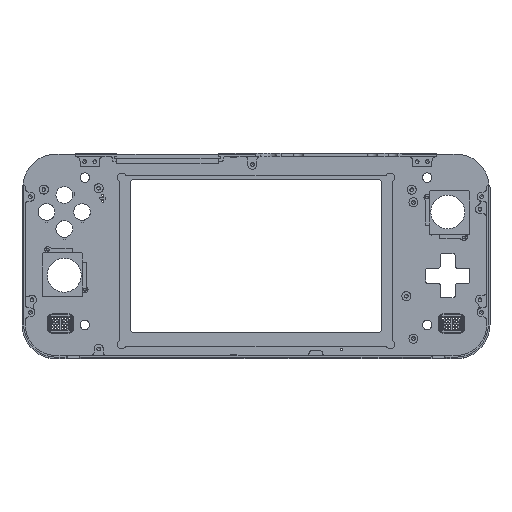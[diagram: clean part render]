
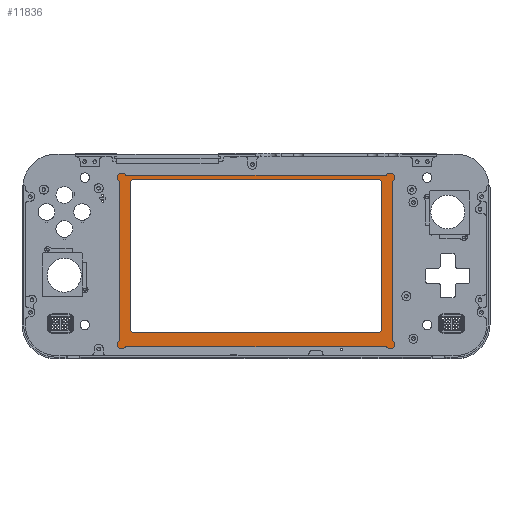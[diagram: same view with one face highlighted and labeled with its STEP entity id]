
A CAD part, top view. The second image highlights one B-rep face of the part: STEP entity #11836.
In plain terms, the highlighted planar face has unit normal (0, 0, 1).
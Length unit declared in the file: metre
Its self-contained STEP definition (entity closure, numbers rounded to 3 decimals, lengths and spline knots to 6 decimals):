
#128=CIRCLE('',#11855,0.002);
#130=CIRCLE('',#11858,0.002);
#132=CIRCLE('',#11861,0.002);
#134=CIRCLE('',#11864,0.002);
#514=CIRCLE('',#12302,0.001);
#516=CIRCLE('',#12306,0.001);
#518=CIRCLE('',#12310,0.001);
#520=CIRCLE('',#12314,0.001);
#4364=ORIENTED_EDGE('',*,*,#4380,.T.);
#4365=ORIENTED_EDGE('',*,*,#4396,.T.);
#4366=ORIENTED_EDGE('',*,*,#4385,.F.);
#4367=ORIENTED_EDGE('',*,*,#4398,.T.);
#4368=ORIENTED_EDGE('',*,*,#4389,.F.);
#4369=ORIENTED_EDGE('',*,*,#4400,.T.);
#4370=ORIENTED_EDGE('',*,*,#4392,.T.);
#4371=ORIENTED_EDGE('',*,*,#4402,.T.);
#4372=ORIENTED_EDGE('',*,*,#5200,.T.);
#4373=ORIENTED_EDGE('',*,*,#5204,.T.);
#4374=ORIENTED_EDGE('',*,*,#5207,.T.);
#4375=ORIENTED_EDGE('',*,*,#5210,.T.);
#4376=ORIENTED_EDGE('',*,*,#5213,.F.);
#4377=ORIENTED_EDGE('',*,*,#5216,.T.);
#4378=ORIENTED_EDGE('',*,*,#5219,.F.);
#4379=ORIENTED_EDGE('',*,*,#5221,.T.);
#4380=EDGE_CURVE('',#6007,#6008,#7141,.T.);
#4385=EDGE_CURVE('',#6011,#6013,#7146,.T.);
#4389=EDGE_CURVE('',#6015,#6017,#7150,.T.);
#4392=EDGE_CURVE('',#6019,#6020,#7153,.T.);
#4396=EDGE_CURVE('',#6008,#6013,#128,.T.);
#4398=EDGE_CURVE('',#6011,#6017,#130,.T.);
#4400=EDGE_CURVE('',#6015,#6019,#132,.T.);
#4402=EDGE_CURVE('',#6020,#6007,#134,.T.);
#5200=EDGE_CURVE('',#6748,#6746,#7575,.T.);
#5204=EDGE_CURVE('',#6746,#6750,#514,.F.);
#5207=EDGE_CURVE('',#6750,#6752,#7580,.T.);
#5210=EDGE_CURVE('',#6752,#6754,#516,.F.);
#5213=EDGE_CURVE('',#6756,#6754,#7584,.T.);
#5216=EDGE_CURVE('',#6756,#6758,#518,.F.);
#5219=EDGE_CURVE('',#6760,#6758,#7588,.T.);
#5221=EDGE_CURVE('',#6760,#6748,#520,.F.);
#6007=VERTEX_POINT('',#16851);
#6008=VERTEX_POINT('',#16852);
#6011=VERTEX_POINT('',#16860);
#6013=VERTEX_POINT('',#16863);
#6015=VERTEX_POINT('',#16869);
#6017=VERTEX_POINT('',#16872);
#6019=VERTEX_POINT('',#16878);
#6020=VERTEX_POINT('',#16879);
#6746=VERTEX_POINT('',#18473);
#6748=VERTEX_POINT('',#18476);
#6750=VERTEX_POINT('',#18482);
#6752=VERTEX_POINT('',#18488);
#6754=VERTEX_POINT('',#18494);
#6756=VERTEX_POINT('',#18500);
#6758=VERTEX_POINT('',#18506);
#6760=VERTEX_POINT('',#18512);
#7141=LINE('',#16850,#8072);
#7146=LINE('',#16862,#8077);
#7150=LINE('',#16871,#8081);
#7153=LINE('',#16877,#8084);
#7575=LINE('',#18475,#8506);
#7580=LINE('',#18490,#8511);
#7584=LINE('',#18502,#8515);
#7588=LINE('',#18514,#8519);
#8072=VECTOR('',#13209,1.);
#8077=VECTOR('',#13216,1.);
#8081=VECTOR('',#13222,1.);
#8084=VECTOR('',#13227,1.);
#8506=VECTOR('',#14543,1.);
#8511=VECTOR('',#14556,1.);
#8515=VECTOR('',#14568,1.);
#8519=VECTOR('',#14580,1.);
#9941=EDGE_LOOP('',(#4364,#4365,#4366,#4367,#4368,#4369,#4370,#4371));
#9942=EDGE_LOOP('',(#4372,#4373,#4374,#4375,#4376,#4377,#4378,#4379));
#10904=FACE_BOUND('',#9941,.T.);
#10905=FACE_BOUND('',#9942,.T.);
#11173=PLANE('',#13204);
#11836=ADVANCED_FACE('',(#10904,#10905),#11173,.T.);
#11855=AXIS2_PLACEMENT_3D('',#16886,#13233,#13234);
#11858=AXIS2_PLACEMENT_3D('',#16889,#13239,#13240);
#11861=AXIS2_PLACEMENT_3D('',#16892,#13245,#13246);
#11864=AXIS2_PLACEMENT_3D('',#16895,#13251,#13252);
#12302=AXIS2_PLACEMENT_3D('',#18484,#14549,#14550);
#12306=AXIS2_PLACEMENT_3D('',#18496,#14561,#14562);
#12310=AXIS2_PLACEMENT_3D('',#18508,#14573,#14574);
#12314=AXIS2_PLACEMENT_3D('',#18517,#14584,#14585);
#13204=AXIS2_PLACEMENT_3D('',#20284,#16846,#16847);
#13209=DIRECTION('',(1.,0.,0.));
#13216=DIRECTION('',(0.,-1.,0.));
#13222=DIRECTION('',(1.,0.,0.));
#13227=DIRECTION('',(0.,-1.,0.));
#13233=DIRECTION('',(0.,0.,1.));
#13234=DIRECTION('',(1.,0.,0.));
#13239=DIRECTION('',(0.,0.,1.));
#13240=DIRECTION('',(1.,0.,0.));
#13245=DIRECTION('',(0.,0.,1.));
#13246=DIRECTION('',(1.,0.,0.));
#13251=DIRECTION('',(0.,0.,1.));
#13252=DIRECTION('',(1.,0.,0.));
#14543=DIRECTION('',(0.,-1.,0.));
#14549=DIRECTION('',(0.,0.,1.));
#14550=DIRECTION('',(1.,0.,0.));
#14556=DIRECTION('',(-1.,0.,0.));
#14561=DIRECTION('',(0.,0.,1.));
#14562=DIRECTION('',(1.,0.,0.));
#14568=DIRECTION('',(0.,-1.,0.));
#14573=DIRECTION('',(0.,0.,1.));
#14574=DIRECTION('',(1.,0.,0.));
#14580=DIRECTION('',(-1.,0.,0.));
#14584=DIRECTION('',(0.,0.,1.));
#14585=DIRECTION('',(1.,0.,0.));
#16846=DIRECTION('',(0.,0.,1.));
#16847=DIRECTION('',(1.,0.,0.));
#16850=CARTESIAN_POINT('',(0.391745,0.015206,0.0013));
#16851=CARTESIAN_POINT('',(0.334065,0.015206,0.0013));
#16852=CARTESIAN_POINT('',(0.449425,0.015206,0.0013));
#16860=CARTESIAN_POINT('',(0.452195,0.088436,0.0013));
#16862=CARTESIAN_POINT('',(0.452195,0.053206,0.0013));
#16863=CARTESIAN_POINT('',(0.452195,0.017976,0.0013));
#16869=CARTESIAN_POINT('',(0.334065,0.091206,0.0013));
#16871=CARTESIAN_POINT('',(0.391745,0.091206,0.0013));
#16872=CARTESIAN_POINT('',(0.449425,0.091206,0.0013));
#16877=CARTESIAN_POINT('',(0.331295,0.053206,0.0013));
#16878=CARTESIAN_POINT('',(0.331295,0.088436,0.0013));
#16879=CARTESIAN_POINT('',(0.331295,0.017976,0.0013));
#16886=CARTESIAN_POINT('',(0.451095,0.016306,0.0013));
#16889=CARTESIAN_POINT('',(0.451095,0.090106,0.0013));
#16892=CARTESIAN_POINT('',(0.332395,0.090106,0.0013));
#16895=CARTESIAN_POINT('',(0.332395,0.016306,0.0013));
#18473=CARTESIAN_POINT('',(0.447095,0.022696,0.0013));
#18475=CARTESIAN_POINT('',(0.447095,0.055396,0.0013));
#18476=CARTESIAN_POINT('',(0.447095,0.088096,0.0013));
#18482=CARTESIAN_POINT('',(0.446095,0.021696,0.0013));
#18484=CARTESIAN_POINT('',(0.446095,0.022696,0.0013));
#18488=CARTESIAN_POINT('',(0.337395,0.021696,0.0013));
#18490=CARTESIAN_POINT('',(0.391745,0.021696,0.0013));
#18494=CARTESIAN_POINT('',(0.336395,0.022696,0.0013));
#18496=CARTESIAN_POINT('',(0.337395,0.022696,0.0013));
#18500=CARTESIAN_POINT('',(0.336395,0.088096,0.0013));
#18502=CARTESIAN_POINT('',(0.336395,0.055396,0.0013));
#18506=CARTESIAN_POINT('',(0.337395,0.089096,0.0013));
#18508=CARTESIAN_POINT('',(0.337395,0.088096,0.0013));
#18512=CARTESIAN_POINT('',(0.446095,0.089096,0.0013));
#18514=CARTESIAN_POINT('',(0.391745,0.089096,0.0013));
#18517=CARTESIAN_POINT('',(0.446095,0.088096,0.0013));
#20284=CARTESIAN_POINT('',(0.391745,0.055396,0.0013));
